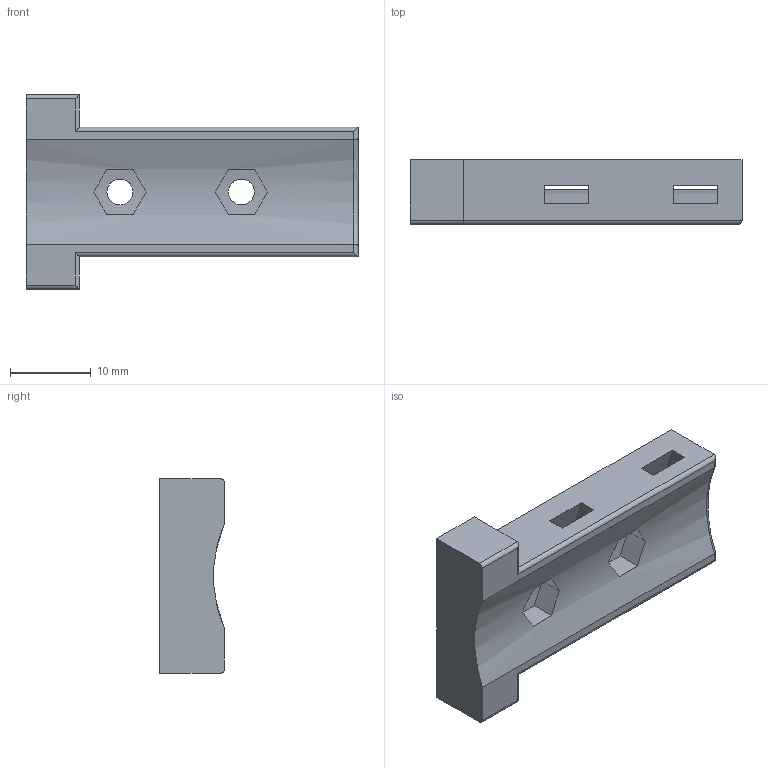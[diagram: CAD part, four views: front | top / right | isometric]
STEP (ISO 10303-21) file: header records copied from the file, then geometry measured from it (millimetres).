
FILE_DESCRIPTION(/* description */ (''),/* implementation_level */ '2;1');
FILE_NAME(/* name */ 'OBS-Kabelbinder-Adapter_kompatibel_zu_OBS-D-003v10.stp',/* time_stamp */ '2021-03-13T13:22:47+01:00',/* author */ ('hpcthobs'),/* organization */ (''),/* preprocessor_version */ 'ST-DEVELOPER v18.1',/* originating_system */ 'Autodesk Inventor 2021',/* authorisation */ '');
FILE_SCHEMA (('AUTOMOTIVE_DESIGN { 1 0 10303 214 3 1 1 }'));
Length unit declared in the file: millimetre
Products named in the file (1): OBS-Displaymountadapter
Bounding box: 41 x 8 x 24 mm (x, y, z)
Volume: 4597.4 mm3; surface area: 3030.8 mm2
Topology: 1 solids, 1 shells, 45 faces, 162 edges, 157 vertices
Faces by surface type: plane 27, cylinder 17, torus 1
Full cylindrical faces by diameter (mm): 3.2 x2
Entity records: 1723 total; most frequent: CARTESIAN_POINT 414, DIRECTION 258, ORIENTED_EDGE 234, EDGE_CURVE 117, AXIS2_PLACEMENT_3D 92, VERTEX_POINT 76, LINE 74, VECTOR 74
